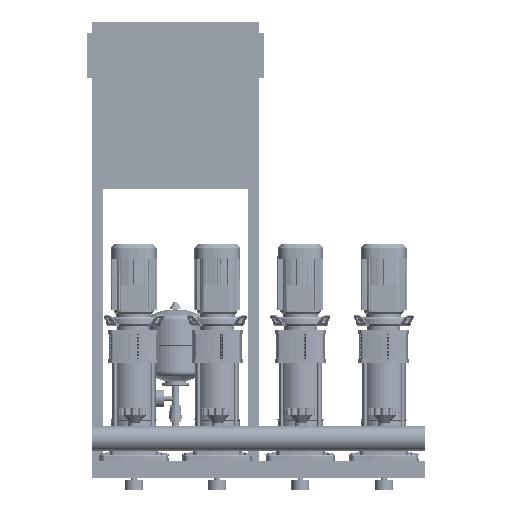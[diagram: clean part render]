
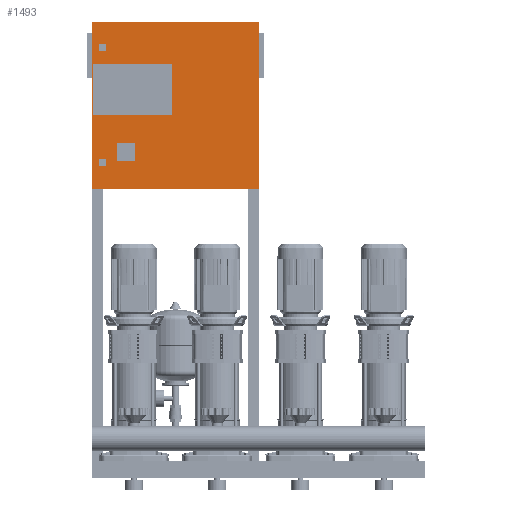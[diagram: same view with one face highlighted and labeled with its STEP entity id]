
A CAD part, front view. The second image highlights one B-rep face of the part: STEP entity #1493.
In plain terms, the highlighted planar face has unit normal (0, -1, 0).
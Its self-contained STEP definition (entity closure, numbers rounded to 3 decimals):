
#171=CARTESIAN_POINT('',(50.,-105.,1605.0));
#172=VERTEX_POINT('',#171);
#179=CARTESIAN_POINT('',(25.,-105.,1605.0));
#180=VERTEX_POINT('',#179);
#181=CARTESIAN_POINT('',(25.,-105.,1605.0));
#182=DIRECTION('',(1.0,0.0,0.0));
#183=VECTOR('',#182,25.0);
#184=LINE('',#181,#183);
#185=EDGE_CURVE('',#180,#172,#184,.T.);
#203=CARTESIAN_POINT('',(25.0,-105.,1580.0));
#204=VERTEX_POINT('',#203);
#205=CARTESIAN_POINT('',(25.0,-105.,1580.0));
#206=DIRECTION('',(0.0,0.0,1.0));
#207=VECTOR('',#206,25.0);
#208=LINE('',#205,#207);
#209=EDGE_CURVE('',#204,#180,#208,.T.);
#227=CARTESIAN_POINT('',(50.,-105.,1580.0));
#228=VERTEX_POINT('',#227);
#229=CARTESIAN_POINT('',(50.,-105.,1580.0));
#230=DIRECTION('',(-1.0,0.0,0.0));
#231=VECTOR('',#230,25.);
#232=LINE('',#229,#231);
#233=EDGE_CURVE('',#228,#204,#232,.T.);
#251=CARTESIAN_POINT('',(50.,-105.,1605.0));
#252=DIRECTION('',(0.0,0.0,-1.0));
#253=VECTOR('',#252,25.0);
#254=LINE('',#251,#253);
#255=EDGE_CURVE('',#172,#228,#254,.T.);
#672=CARTESIAN_POINT('',(2.0,-105.,1535.0));
#673=VERTEX_POINT('',#672);
#680=CARTESIAN_POINT('',(2.0,-105.,1350.0));
#681=VERTEX_POINT('',#680);
#682=CARTESIAN_POINT('',(2.0,-105.,1350.0));
#683=DIRECTION('',(0.0,0.0,1.0));
#684=VECTOR('',#683,185.0);
#685=LINE('',#682,#684);
#686=EDGE_CURVE('',#681,#673,#685,.T.);
#711=CARTESIAN_POINT('',(288.,-105.,1350.0));
#712=VERTEX_POINT('',#711);
#713=CARTESIAN_POINT('',(288.,-105.,1350.0));
#714=DIRECTION('',(-1.0,0.0,0.0));
#715=VECTOR('',#714,286.);
#716=LINE('',#713,#715);
#717=EDGE_CURVE('',#712,#681,#716,.T.);
#742=CARTESIAN_POINT('',(288.0,-105.,1535.0));
#743=VERTEX_POINT('',#742);
#744=CARTESIAN_POINT('',(288.0,-105.,1535.0));
#745=DIRECTION('',(0.0,0.0,-1.0));
#746=VECTOR('',#745,185.0);
#747=LINE('',#744,#746);
#748=EDGE_CURVE('',#743,#712,#747,.T.);
#771=CARTESIAN_POINT('',(2.0,-105.,1535.0));
#772=DIRECTION('',(1.0,0.0,0.0));
#773=VECTOR('',#772,286.0);
#774=LINE('',#771,#773);
#775=EDGE_CURVE('',#673,#743,#774,.T.);
#1210=CARTESIAN_POINT('',(0.,-105.0,1685.0));
#1211=VERTEX_POINT('',#1210);
#1218=CARTESIAN_POINT('',(600.0,-105.0,1685.0));
#1219=VERTEX_POINT('',#1218);
#1220=CARTESIAN_POINT('',(0.,-105.0,1685.0));
#1221=DIRECTION('',(1.0,0.0,0.0));
#1222=VECTOR('',#1221,600.0);
#1223=LINE('',#1220,#1222);
#1224=EDGE_CURVE('',#1211,#1219,#1223,.T.);
#1324=CARTESIAN_POINT('',(50.,-105.,1165.0));
#1325=VERTEX_POINT('',#1324);
#1332=CARTESIAN_POINT('',(50.,-105.,1190.0));
#1333=VERTEX_POINT('',#1332);
#1334=CARTESIAN_POINT('',(50.,-105.,1190.0));
#1335=DIRECTION('',(0.0,0.0,-1.0));
#1336=VECTOR('',#1335,25.0);
#1337=LINE('',#1334,#1336);
#1338=EDGE_CURVE('',#1333,#1325,#1337,.T.);
#1362=CARTESIAN_POINT('',(25.,-105.,1165.0));
#1363=VERTEX_POINT('',#1362);
#1370=CARTESIAN_POINT('',(50.,-105.,1165.0));
#1371=DIRECTION('',(-1.0,0.0,0.0));
#1372=VECTOR('',#1371,25.);
#1373=LINE('',#1370,#1372);
#1374=EDGE_CURVE('',#1325,#1363,#1373,.T.);
#1393=CARTESIAN_POINT('',(25.,-105.,1190.0));
#1394=VERTEX_POINT('',#1393);
#1401=CARTESIAN_POINT('',(25.,-105.,1165.0));
#1402=DIRECTION('',(0.0,0.0,1.0));
#1403=VECTOR('',#1402,25.0);
#1404=LINE('',#1401,#1403);
#1405=EDGE_CURVE('',#1363,#1394,#1404,.T.);
#1423=CARTESIAN_POINT('',(25.,-105.,1190.0));
#1424=DIRECTION('',(1.0,0.0,0.0));
#1425=VECTOR('',#1424,25.);
#1426=LINE('',#1423,#1425);
#1427=EDGE_CURVE('',#1394,#1333,#1426,.T.);
#1445=CARTESIAN_POINT('',(300.,-105.,1465.0));
#1446=DIRECTION('',(0.0,-1.0,0.0));
#1447=DIRECTION('',(1.0,0.0,0.0));
#1448=AXIS2_PLACEMENT_3D('',#1445,#1446,#1447);
#1449=PLANE('',#1448);
#1450=CARTESIAN_POINT('',(0.,-105.,1085.0));
#1451=VERTEX_POINT('',#1450);
#1452=CARTESIAN_POINT('',(0.,-105.,1085.0));
#1453=DIRECTION('',(0.0,0.0,1.0));
#1454=VECTOR('',#1453,600.0);
#1455=LINE('',#1452,#1454);
#1456=EDGE_CURVE('',#1451,#1211,#1455,.T.);
#1457=ORIENTED_EDGE('',*,*,#1456,.F.);
#1458=CARTESIAN_POINT('',(600.0,-105.,1085.0));
#1459=VERTEX_POINT('',#1458);
#1460=CARTESIAN_POINT('',(600.0,-105.,1085.0));
#1461=DIRECTION('',(-1.0,0.0,0.0));
#1462=VECTOR('',#1461,600.);
#1463=LINE('',#1460,#1462);
#1464=EDGE_CURVE('',#1459,#1451,#1463,.T.);
#1465=ORIENTED_EDGE('',*,*,#1464,.F.);
#1466=CARTESIAN_POINT('',(600.0,-105.0,1685.0));
#1467=DIRECTION('',(0.0,0.0,-1.0));
#1468=VECTOR('',#1467,600.0);
#1469=LINE('',#1466,#1468);
#1470=EDGE_CURVE('',#1219,#1459,#1469,.T.);
#1471=ORIENTED_EDGE('',*,*,#1470,.F.);
#1472=ORIENTED_EDGE('',*,*,#1224,.F.);
#1473=EDGE_LOOP('',(#1457,#1465,#1471,#1472));
#1474=FACE_OUTER_BOUND('',#1473,.T.);
#1475=ORIENTED_EDGE('',*,*,#185,.T.);
#1476=ORIENTED_EDGE('',*,*,#255,.T.);
#1477=ORIENTED_EDGE('',*,*,#233,.T.);
#1478=ORIENTED_EDGE('',*,*,#209,.T.);
#1479=EDGE_LOOP('',(#1475,#1476,#1477,#1478));
#1480=FACE_BOUND('',#1479,.T.);
#1481=ORIENTED_EDGE('',*,*,#686,.T.);
#1482=ORIENTED_EDGE('',*,*,#775,.T.);
#1483=ORIENTED_EDGE('',*,*,#748,.T.);
#1484=ORIENTED_EDGE('',*,*,#717,.T.);
#1485=EDGE_LOOP('',(#1481,#1482,#1483,#1484));
#1486=FACE_BOUND('',#1485,.T.);
#1487=ORIENTED_EDGE('',*,*,#1338,.T.);
#1488=ORIENTED_EDGE('',*,*,#1374,.T.);
#1489=ORIENTED_EDGE('',*,*,#1405,.T.);
#1490=ORIENTED_EDGE('',*,*,#1427,.T.);
#1491=EDGE_LOOP('',(#1487,#1488,#1489,#1490));
#1492=FACE_BOUND('',#1491,.T.);
#1493=ADVANCED_FACE('',(#1474,#1480,#1486,#1492),#1449,.T.);
